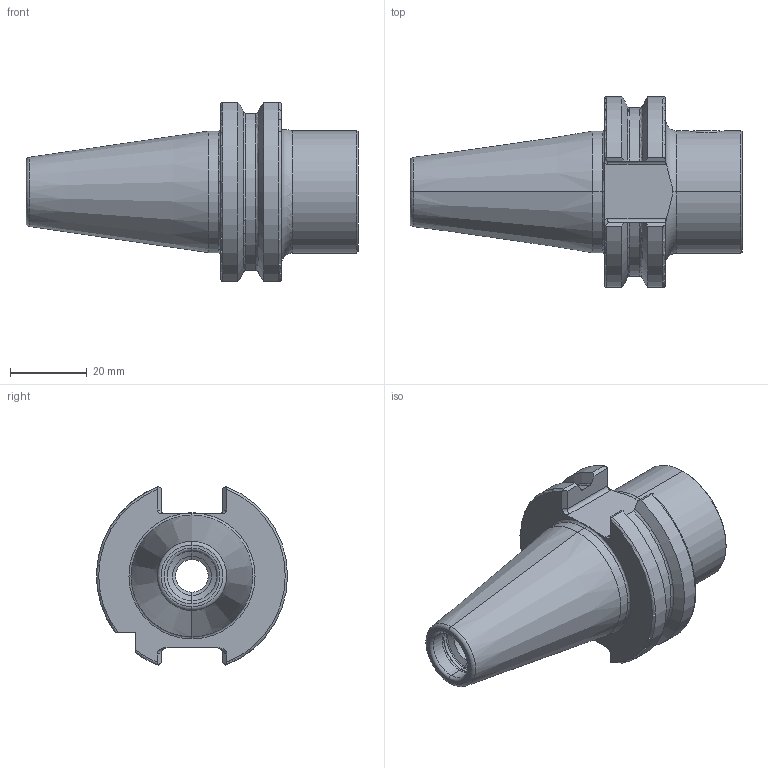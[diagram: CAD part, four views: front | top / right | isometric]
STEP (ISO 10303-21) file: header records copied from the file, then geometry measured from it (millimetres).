
FILE_DESCRIPTION (( 'STEP AP203' ), '1' );
FILE_NAME ('102.315.321.STEP', '2018-03-09T12:26:19', ( 'SWIAdmin' ), ( 'Hewlett-Packard Company' ), 'SwSTEP 2.0', 'SolidWorks 2017', '' );
FILE_SCHEMA (( 'CONFIG_CONTROL_DESIGN' ));
Length unit declared in the file: millimetre
Products named in the file (3): SK3-MB3.K01.039_C; MB3-ER1.001.011_A; 102.315.321
Assembly tree (2 placements, depth 2):
  102.315.321
    SK3-MB3.K01.039_C
    MB3-ER1.001.011_A
Bounding box: 86.75 x 49.94 x 46.69 mm (x, y, z)
Volume: 57513.6 mm3; surface area: 15200.3 mm2
Topology: 2 solids, 2 shells, 170 faces, 424 edges, 259 vertices
Faces by surface type: cylinder 52, plane 50, cone 38, torus 30
Entity records: 5755 total; most frequent: CARTESIAN_POINT 1454, DIRECTION 858, ORIENTED_EDGE 844, EDGE_CURVE 422, AXIS2_PLACEMENT_3D 345, VERTEX_POINT 259, EDGE_LOOP 177, FACE_OUTER_BOUND 170
